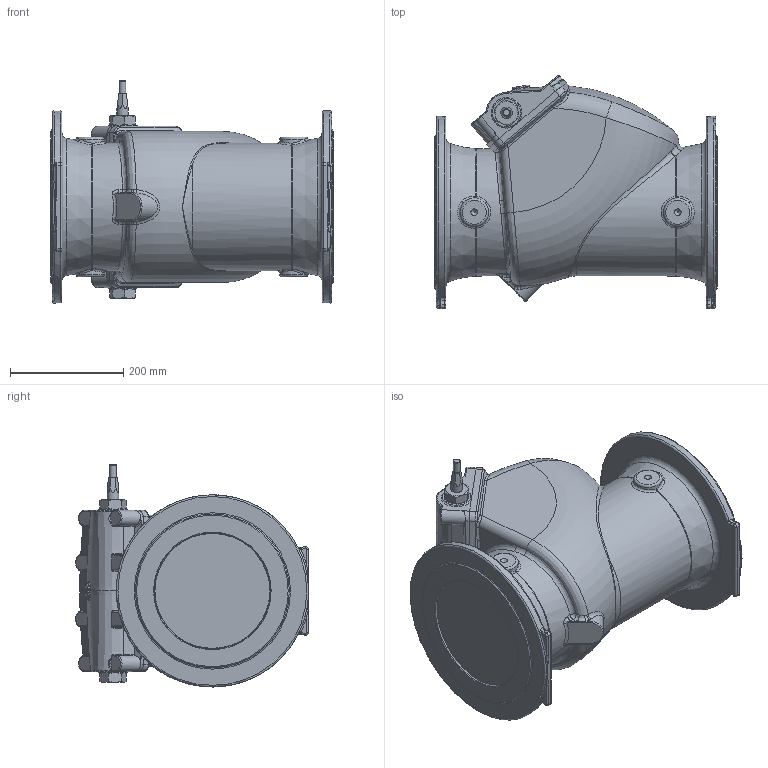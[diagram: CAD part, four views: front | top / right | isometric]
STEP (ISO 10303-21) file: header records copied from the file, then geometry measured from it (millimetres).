
FILE_DESCRIPTION (( 'STEP AP203' ), '1' );
FILE_NAME ('O_41_60_DN200.STEP', '2014-09-09T03:15:29', ( '' ), ( '' ), 'SwSTEP 2.0', 'SolidWorks 2012', '' );
FILE_SCHEMA (( 'CONFIG_CONTROL_DESIGN' ));
Length unit declared in the file: millimetre
Products named in the file (1): O_41_60_DN200
Bounding box: 500 x 412.05 x 392.85 mm (x, y, z)
Volume: 32955728.4 mm3; surface area: 818306.2 mm2
Topology: 1 solids, 1 shells, 491 faces, 1182 edges, 683 vertices
Faces by surface type: bspline 191, plane 107, cylinder 104, torus 58, cone 21, sphere 10
Full cylindrical faces by diameter (mm): 12 x1, 20 x1, 30 x1, 225.2 x1
Entity records: 28557 total; most frequent: CARTESIAN_POINT 18934, ORIENTED_EDGE 2212, DIRECTION 1656, EDGE_CURVE 1106, AXIS2_PLACEMENT_3D 699, VERTEX_POINT 659, EDGE_LOOP 533, FACE_OUTER_BOUND 511
